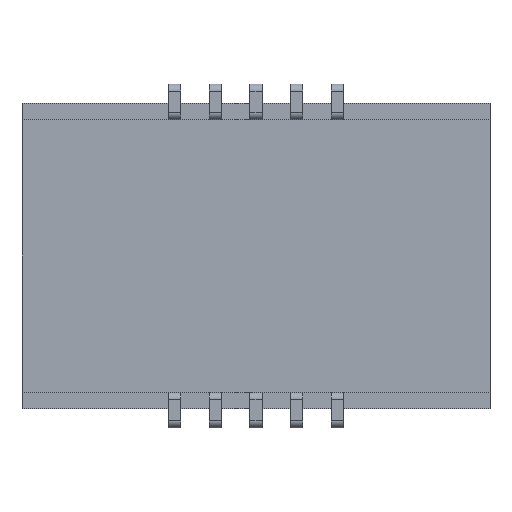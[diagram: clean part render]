
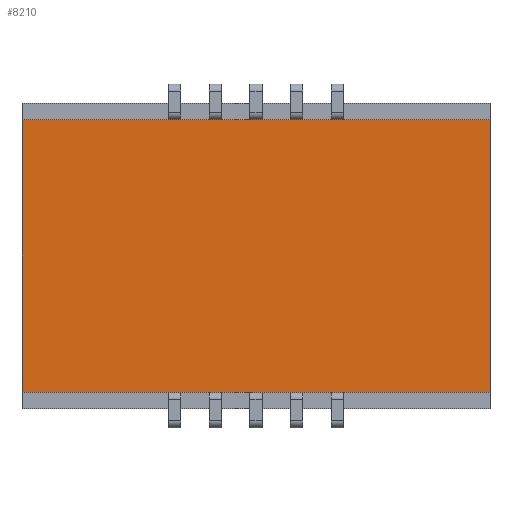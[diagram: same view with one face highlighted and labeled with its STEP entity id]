
A CAD part, front view. The second image highlights one B-rep face of the part: STEP entity #8210.
In plain terms, the highlighted planar face has unit normal (0, -1, 0).
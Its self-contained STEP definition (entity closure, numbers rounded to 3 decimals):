
#138 = LINE ( 'NONE', #7759, #1410 ) ;
#581 = PLANE ( 'NONE',  #4821 ) ;
#724 = EDGE_CURVE ( 'NONE', #3992, #2036, #2886, .T. ) ;
#860 = CARTESIAN_POINT ( 'NONE',  ( 2.3, 0.04, -1.34 ) ) ;
#1410 = VECTOR ( 'NONE', #6335, 1000. ) ;
#1432 = DIRECTION ( 'NONE',  ( 0., 1., 0. ) ) ;
#1574 = CARTESIAN_POINT ( 'NONE',  ( -2.3, 0.04, 0. ) ) ;
#2014 = DIRECTION ( 'NONE',  ( 1., 0., 0. ) ) ;
#2036 = VERTEX_POINT ( 'NONE', #3303 ) ;
#2569 = VERTEX_POINT ( 'NONE', #6849 ) ;
#2694 = CARTESIAN_POINT ( 'NONE',  ( 2.3, 0.04, 1.34 ) ) ;
#2745 = ORIENTED_EDGE ( 'NONE', *, *, #8405, .F. ) ;
#2886 = LINE ( 'NONE', #8365, #7474 ) ;
#3020 = DIRECTION ( 'NONE',  ( -1., 0., 0. ) ) ;
#3083 = DIRECTION ( 'NONE',  ( 1., 0., 0. ) ) ;
#3300 = VECTOR ( 'NONE', #3708, 1000. ) ;
#3303 = CARTESIAN_POINT ( 'NONE',  ( -2.3, 0.04, -1.34 ) ) ;
#3385 = ORIENTED_EDGE ( 'NONE', *, *, #724, .F. ) ;
#3577 = LINE ( 'NONE', #3769, #5698 ) ;
#3579 = ORIENTED_EDGE ( 'NONE', *, *, #7614, .F. ) ;
#3708 = DIRECTION ( 'NONE',  ( 0., 0., 1. ) ) ;
#3769 = CARTESIAN_POINT ( 'NONE',  ( 0., 0.04, 1.34 ) ) ;
#3992 = VERTEX_POINT ( 'NONE', #860 ) ;
#4821 = AXIS2_PLACEMENT_3D ( 'NONE', #8803, #1432, #2014 ) ;
#4968 = EDGE_CURVE ( 'NONE', #2036, #2569, #7044, .T. ) ;
#5447 = ORIENTED_EDGE ( 'NONE', *, *, #4968, .F. ) ;
#5698 = VECTOR ( 'NONE', #3083, 1000. ) ;
#6322 = EDGE_LOOP ( 'NONE', ( #3579, #5447, #3385, #2745 ) ) ;
#6335 = DIRECTION ( 'NONE',  ( 0., 0., -1. ) ) ;
#6849 = CARTESIAN_POINT ( 'NONE',  ( -2.3, 0.04, 1.34 ) ) ;
#7044 = LINE ( 'NONE', #1574, #3300 ) ;
#7470 = VERTEX_POINT ( 'NONE', #2694 ) ;
#7474 = VECTOR ( 'NONE', #3020, 1000. ) ;
#7614 = EDGE_CURVE ( 'NONE', #2569, #7470, #3577, .T. ) ;
#7759 = CARTESIAN_POINT ( 'NONE',  ( 2.3, 0.04, 0. ) ) ;
#8058 = FACE_OUTER_BOUND ( 'NONE', #6322, .T. ) ;
#8210 = ADVANCED_FACE ( '43', ( #8058 ), #581, .F. ) ;
#8365 = CARTESIAN_POINT ( 'NONE',  ( 0., 0.04, -1.34 ) ) ;
#8405 = EDGE_CURVE ( 'NONE', #7470, #3992, #138, .T. ) ;
#8803 = CARTESIAN_POINT ( 'NONE',  ( 0., 0.04, 0. ) ) ;
